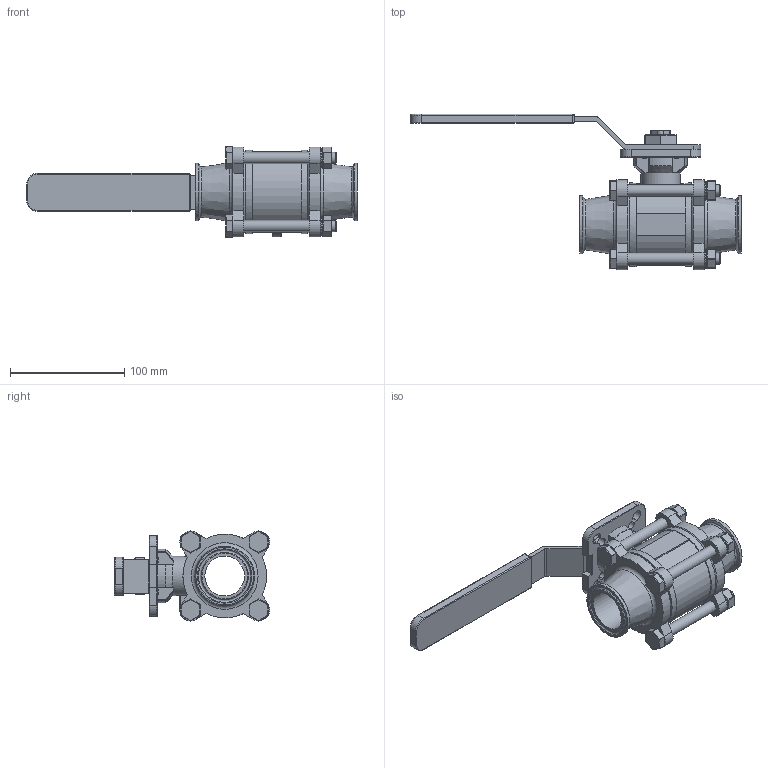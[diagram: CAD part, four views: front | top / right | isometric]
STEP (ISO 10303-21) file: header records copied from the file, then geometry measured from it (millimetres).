
FILE_DESCRIPTION(/* description */ (''),/* implementation_level */ '2;1');
FILE_NAME(/* name */ '384315TEF4.stp',/* time_stamp */ '2022-02-16T08:35:24-05:00',/* author */ ('lee'),/* organization */ (''),/* preprocessor_version */ 'ST-DEVELOPER v18.1',/* originating_system */ 'Autodesk Inventor 2020',/* authorisation */ '');
FILE_SCHEMA (('AUTOMOTIVE_DESIGN { 1 0 10303 214 3 1 1 }'));
Length unit declared in the file: inch
Products named in the file (8): 384315TEF4; 1.5 TEF4 BODY; 1.5 TEF4 CLAMP CONNECTION; 1.5 TEF4 BOLT; 1.5 TEF4 WASHER; 1.5 TEF4 NUT; 1.5 TEF4 HANDLE; 1.5 TEF4 HANDLE NUT
Assembly tree (17 placements, depth 2):
  384315TEF4
    1.5 TEF4 BODY
    1.5 TEF4 CLAMP CONNECTION  x2
    1.5 TEF4 BOLT  x4
    1.5 TEF4 WASHER  x4
    1.5 TEF4 NUT  x4
    1.5 TEF4 HANDLE
    1.5 TEF4 HANDLE NUT
Bounding box: 289.01 x 135.68 x 78.87 mm (x, y, z)
Volume: 464239.7 mm3; surface area: 127775.5 mm2
Topology: 17 solids, 17 shells, 1417 faces, 3538 edges, 2188 vertices
Faces by surface type: plane 750, bspline 298, cylinder 238, sphere 60, torus 47, cone 24
Full cylindrical faces by diameter (mm): 8.382 x4, 9.779 x4, 9.842 x4, 11.112 x1, 17.399 x1, 31.75 x1, 34.29 x1, 34.798 x3, 38.1 x1, 50.394 x2, 73.025 x2
Entity records: 37188 total; most frequent: CARTESIAN_POINT 11210, ORIENTED_EDGE 5634, DIRECTION 4268, EDGE_CURVE 2817, VERTEX_POINT 1807, LINE 1776, VECTOR 1776, AXIS2_PLACEMENT_3D 1246
